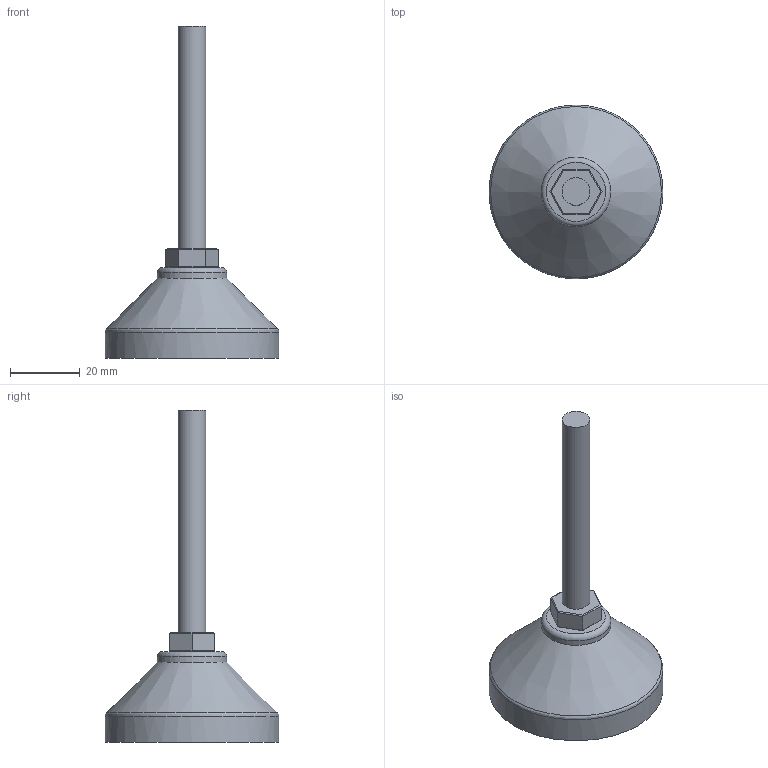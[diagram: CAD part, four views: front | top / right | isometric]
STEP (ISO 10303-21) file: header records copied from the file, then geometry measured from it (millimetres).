
FILE_DESCRIPTION(('FreeCAD Model'),'2;1');
FILE_NAME('Open CASCADE Shape Model','2025-12-02T01:55:41',('Author'),( ''),'Open CASCADE STEP processor 7.8','FreeCAD','Unknown');
FILE_SCHEMA(('AUTOMOTIVE_DESIGN { 1 0 10303 214 1 1 1 1 }'));
Length unit declared in the file: millimetre
Products named in the file (3): Unnamed; Body; Body001
Assembly tree (2 placements, depth 2):
  Unnamed
    Body
    Body001
Bounding box: 50 x 50 x 95.5 mm (x, y, z)
Volume: 35946.8 mm3; surface area: 8136.3 mm2
Topology: 2 solids, 2 shells, 29 faces, 56 edges, 32 vertices
Faces by surface type: plane 23, cylinder 3, bspline 1, cone 1, torus 1
Full cylindrical faces by diameter (mm): 8 x1, 20 x1, 50 x1
Entity records: 862 total; most frequent: CARTESIAN_POINT 219, DIRECTION 122, ORIENTED_EDGE 112, EDGE_CURVE 56, LINE 46, VECTOR 46, AXIS2_PLACEMENT_3D 38, VERTEX_POINT 32
